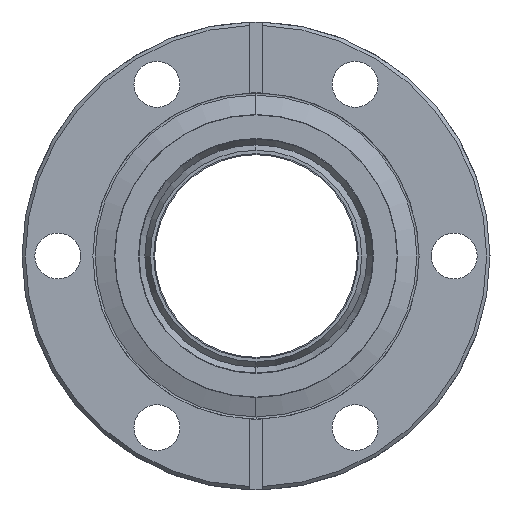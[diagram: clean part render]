
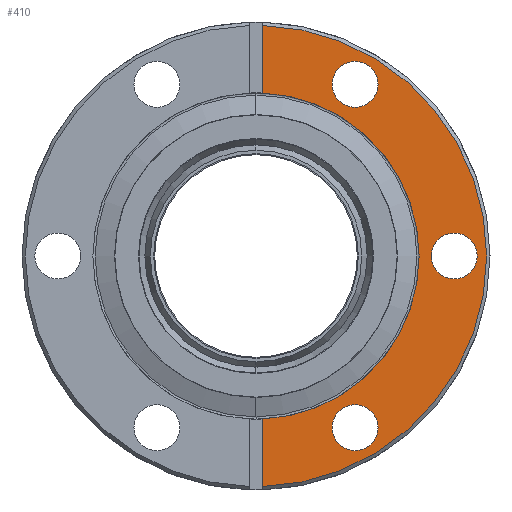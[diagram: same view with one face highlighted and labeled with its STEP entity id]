
A CAD part, left-side view. The second image highlights one B-rep face of the part: STEP entity #410.
In plain terms, the highlighted planar face has unit normal (-1, 0, 0).
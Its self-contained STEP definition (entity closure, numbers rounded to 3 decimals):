
#410=ADVANCED_FACE('',(#2812,#2813,#2814,#2815),#2811,.F.);
#2811=PLANE('',#7893);
#2812=FACE_OUTER_BOUND('',#7894,.T.);
#2813=FACE_BOUND('',#7895,.T.);
#2814=FACE_BOUND('',#7896,.T.);
#2815=FACE_BOUND('',#7897,.T.);
#7890=CARTESIAN_POINT('',(-40.,-37.465,40.962));
#7891=DIRECTION('',(1.,0.,0.));
#7892=DIRECTION('',(0.,0.,-1.));
#7893=AXIS2_PLACEMENT_3D('',#7890,#7891,#7892);
#7894=EDGE_LOOP('',(#9545,#9546,#9547,#9548));
#7895=EDGE_LOOP('',(#9549,#9550,#9551));
#7896=EDGE_LOOP('',(#9552,#9553,#9554));
#7897=EDGE_LOOP('',(#9555,#9556,#9557));
#9545=ORIENTED_EDGE('',*,*,#10483,.T.);
#9546=ORIENTED_EDGE('',*,*,#10466,.F.);
#9547=ORIENTED_EDGE('',*,*,#10484,.F.);
#9548=ORIENTED_EDGE('',*,*,#10473,.T.);
#9549=ORIENTED_EDGE('',*,*,#10485,.F.);
#9550=ORIENTED_EDGE('',*,*,#10486,.F.);
#9551=ORIENTED_EDGE('',*,*,#10487,.F.);
#9552=ORIENTED_EDGE('',*,*,#10488,.F.);
#9553=ORIENTED_EDGE('',*,*,#10489,.F.);
#9554=ORIENTED_EDGE('',*,*,#10490,.F.);
#9555=ORIENTED_EDGE('',*,*,#10491,.F.);
#9556=ORIENTED_EDGE('',*,*,#10492,.F.);
#9557=ORIENTED_EDGE('',*,*,#10493,.F.);
#10466=EDGE_CURVE('',#13666,#13673,#13674,.T.);
#10473=EDGE_CURVE('',#13720,#13713,#13721,.T.);
#10483=EDGE_CURVE('',#13713,#13673,#13787,.T.);
#10484=EDGE_CURVE('',#13720,#13666,#13793,.T.);
#10485=EDGE_CURVE('',#13799,#13800,#13801,.T.);
#10486=EDGE_CURVE('',#13807,#13799,#13808,.T.);
#10487=EDGE_CURVE('',#13800,#13807,#13814,.T.);
#10488=EDGE_CURVE('',#13820,#13821,#13822,.T.);
#10489=EDGE_CURVE('',#13828,#13820,#13829,.T.);
#10490=EDGE_CURVE('',#13821,#13828,#13835,.T.);
#10491=EDGE_CURVE('',#13841,#13842,#13843,.T.);
#10492=EDGE_CURVE('',#13849,#13841,#13850,.T.);
#10493=EDGE_CURVE('',#13842,#13849,#13856,.T.);
#13666=VERTEX_POINT('',#17510);
#13673=VERTEX_POINT('',#17514);
#13674=LINE('',#17515,#17516);
#13713=VERTEX_POINT('',#17541);
#13720=VERTEX_POINT('',#17546);
#13721=LINE('',#17547,#17548);
#13787=CIRCLE('',#17591,34.15);
#13793=CIRCLE('',#17595,24.15);
#13799=VERTEX_POINT('',#17596);
#13800=VERTEX_POINT('',#17597);
#13801=CIRCLE('',#17601,3.4);
#13807=VERTEX_POINT('',#17602);
#13808=CIRCLE('',#17606,3.4);
#13814=CIRCLE('',#17610,3.4);
#13820=VERTEX_POINT('',#17611);
#13821=VERTEX_POINT('',#17612);
#13822=CIRCLE('',#17616,3.4);
#13828=VERTEX_POINT('',#17617);
#13829=CIRCLE('',#17621,3.4);
#13835=CIRCLE('',#17625,3.4);
#13841=VERTEX_POINT('',#17626);
#13842=VERTEX_POINT('',#17627);
#13843=CIRCLE('',#17631,3.4);
#13849=VERTEX_POINT('',#17632);
#13850=CIRCLE('',#17636,3.4);
#13856=CIRCLE('',#17640,3.4);
#17510=CARTESIAN_POINT('',(-40.,-1.,24.129));
#17514=CARTESIAN_POINT('',(-40.,-1.,34.135));
#17515=CARTESIAN_POINT('',(-40.,-1.,24.129));
#17516=VECTOR('',#17517,10.006);
#17517=DIRECTION('',(0.,0.,1.));
#17541=CARTESIAN_POINT('',(-40.,-1.,-34.135));
#17546=CARTESIAN_POINT('',(-40.,-1.,-24.129));
#17547=CARTESIAN_POINT('',(-40.,-1.,-24.129));
#17548=VECTOR('',#17549,10.006);
#17549=DIRECTION('',(0.,0.,-1.));
#17588=CARTESIAN_POINT('',(-40.,0.,0.));
#17589=DIRECTION('',(-1.,0.,0.));
#17590=DIRECTION('',(0.,0.,-1.));
#17591=AXIS2_PLACEMENT_3D('',#17588,#17589,#17590);
#17592=CARTESIAN_POINT('',(-40.,0.,0.));
#17593=DIRECTION('',(-1.,0.,0.));
#17594=DIRECTION('',(0.,0.,-1.));
#17595=AXIS2_PLACEMENT_3D('',#17592,#17593,#17594);
#17596=CARTESIAN_POINT('',(-40.,-29.35,-3.4));
#17597=CARTESIAN_POINT('',(-40.,-32.75,0.));
#17598=CARTESIAN_POINT('',(-40.,-29.35,0.));
#17599=DIRECTION('',(-1.,0.,0.));
#17600=DIRECTION('',(0.,-1.,0.));
#17601=AXIS2_PLACEMENT_3D('',#17598,#17599,#17600);
#17602=CARTESIAN_POINT('',(-40.,-29.35,3.4));
#17603=CARTESIAN_POINT('',(-40.,-29.35,0.));
#17604=DIRECTION('',(-1.,0.,0.));
#17605=DIRECTION('',(0.,-1.,0.));
#17606=AXIS2_PLACEMENT_3D('',#17603,#17604,#17605);
#17607=CARTESIAN_POINT('',(-40.,-29.35,0.));
#17608=DIRECTION('',(-1.,0.,0.));
#17609=DIRECTION('',(0.,-1.,0.));
#17610=AXIS2_PLACEMENT_3D('',#17607,#17608,#17609);
#17611=CARTESIAN_POINT('',(-40.,-14.675,22.018));
#17612=CARTESIAN_POINT('',(-40.,-18.075,25.418));
#17613=CARTESIAN_POINT('',(-40.,-14.675,25.418));
#17614=DIRECTION('',(-1.,0.,0.));
#17615=DIRECTION('',(0.,-1.,0.));
#17616=AXIS2_PLACEMENT_3D('',#17613,#17614,#17615);
#17617=CARTESIAN_POINT('',(-40.,-14.675,28.818));
#17618=CARTESIAN_POINT('',(-40.,-14.675,25.418));
#17619=DIRECTION('',(-1.,0.,0.));
#17620=DIRECTION('',(0.,-1.,0.));
#17621=AXIS2_PLACEMENT_3D('',#17618,#17619,#17620);
#17622=CARTESIAN_POINT('',(-40.,-14.675,25.418));
#17623=DIRECTION('',(-1.,0.,0.));
#17624=DIRECTION('',(0.,-1.,0.));
#17625=AXIS2_PLACEMENT_3D('',#17622,#17623,#17624);
#17626=CARTESIAN_POINT('',(-40.,-14.675,-28.818));
#17627=CARTESIAN_POINT('',(-40.,-18.075,-25.418));
#17628=CARTESIAN_POINT('',(-40.,-14.675,-25.418));
#17629=DIRECTION('',(-1.,0.,0.));
#17630=DIRECTION('',(0.,-1.,0.));
#17631=AXIS2_PLACEMENT_3D('',#17628,#17629,#17630);
#17632=CARTESIAN_POINT('',(-40.,-14.675,-22.018));
#17633=CARTESIAN_POINT('',(-40.,-14.675,-25.418));
#17634=DIRECTION('',(-1.,0.,0.));
#17635=DIRECTION('',(0.,-1.,0.));
#17636=AXIS2_PLACEMENT_3D('',#17633,#17634,#17635);
#17637=CARTESIAN_POINT('',(-40.,-14.675,-25.418));
#17638=DIRECTION('',(-1.,0.,0.));
#17639=DIRECTION('',(0.,-1.,0.));
#17640=AXIS2_PLACEMENT_3D('',#17637,#17638,#17639);
